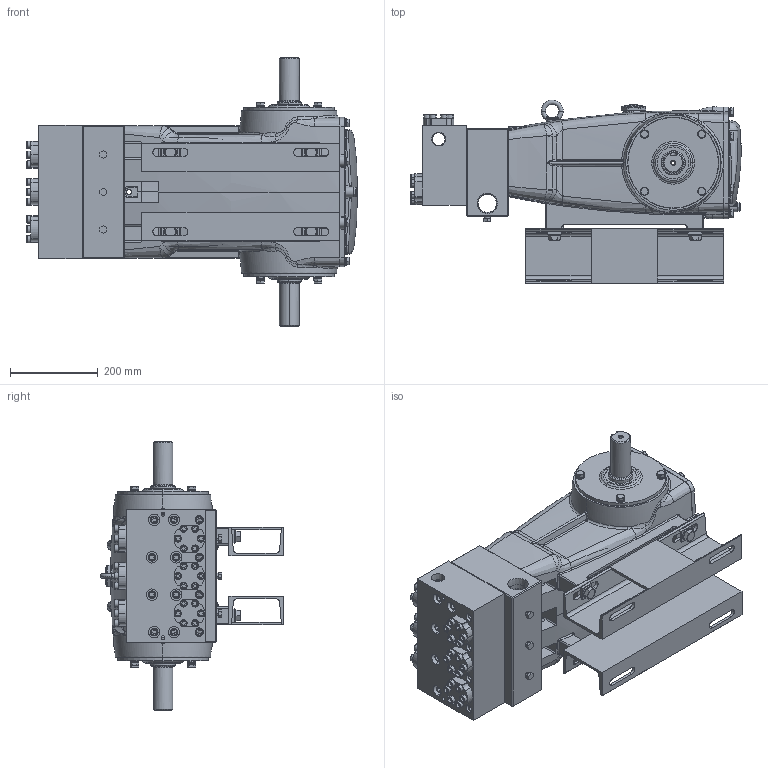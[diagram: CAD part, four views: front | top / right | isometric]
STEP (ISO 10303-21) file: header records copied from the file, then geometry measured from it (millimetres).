
FILE_DESCRIPTION (( 'STEP AP214' ), '1' );
FILE_NAME ('6801.STEP', '2020-04-22T16:14:26', ( '' ), ( '' ), 'SwSTEP 2.0', 'SolidWorks 2020', '' );
FILE_SCHEMA (( 'AUTOMOTIVE_DESIGN' ));
Length unit declared in the file: inch
Products named in the file (1): 6801
Bounding box: 752.31 x 418 x 610 mm (x, y, z)
Surface area: 1939459.3 mm2 (no closed solid volume)
Topology: 0 solids, 144 shells, 1704 faces, 5253 edges, 3648 vertices
Faces by surface type: plane 726, cylinder 465, bspline 239, torus 172, cone 78, sphere 24
Entity records: 98450 total; most frequent: CARTESIAN_POINT 31146, DIRECTION 9367, ORIENTED_EDGE 8617, EDGE_CURVE 5232, VERTEX_POINT 3642, AXIS2_PLACEMENT_3D 3602, LINE 2163, VECTOR 2163
